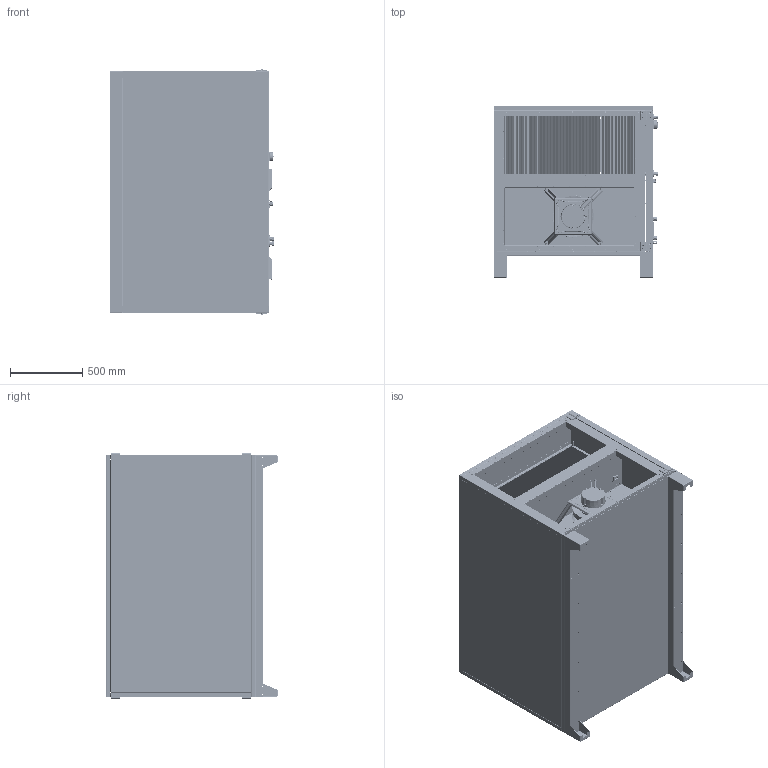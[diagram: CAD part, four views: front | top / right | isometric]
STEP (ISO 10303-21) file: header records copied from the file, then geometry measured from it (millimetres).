
FILE_DESCRIPTION (( 'STEP AP203' ), '1' );
FILE_NAME ('139051-00_ROTOK2800HWOJR.STEP', '2017-03-01T09:29:59', ( '' ), ( '' ), 'SwSTEP 2.0', 'SolidWorks 2012', '' );
FILE_SCHEMA (( 'CONFIG_CONTROL_DESIGN' ));
Products named in the file (1): 139051-00_ROTOK2800HWOJR
Bounding box: 1142.4 x 1188.6 x 1705.25 mm (x, y, z)
Surface area: 37561120.1 mm2 (no closed solid volume)
Topology: 0 solids, 1274 shells, 4003 faces, 19825 edges, 16406 vertices
Faces by surface type: plane 1817, cylinder 1214, torus 596, cone 195, bspline 178, sphere 3
Entity records: 242440 total; most frequent: CARTESIAN_POINT 84830, DIRECTION 33846, ORIENTED_EDGE 24710, EDGE_CURVE 19819, VERTEX_POINT 16404, AXIS2_PLACEMENT_3D 11658, VECTOR 10530, LINE 10530
